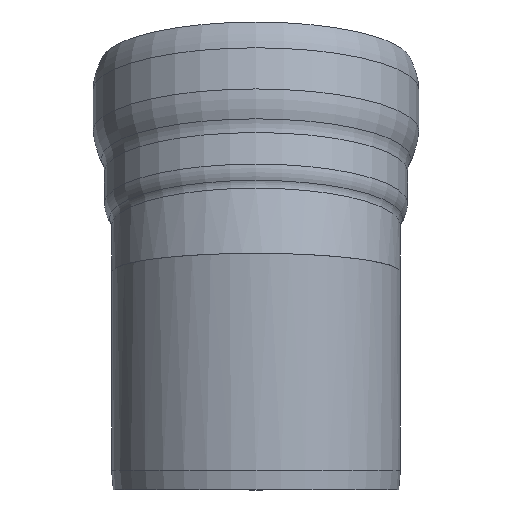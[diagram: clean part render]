
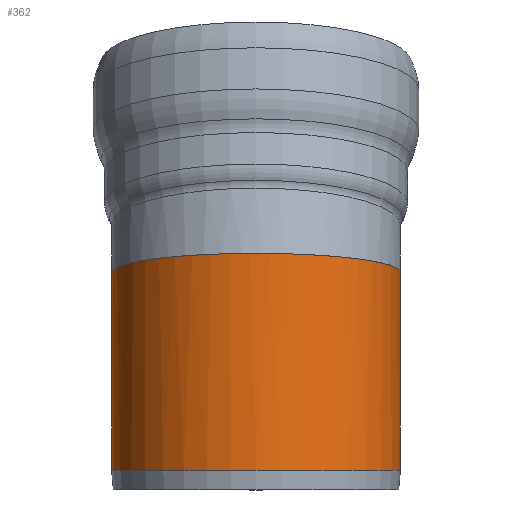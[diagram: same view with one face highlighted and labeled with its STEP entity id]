
A CAD part, left-side view. The second image highlights one B-rep face of the part: STEP entity #362.
In plain terms, the highlighted cylindrical face has radius 1095 mm (diameter 2190 mm), a full revolution.
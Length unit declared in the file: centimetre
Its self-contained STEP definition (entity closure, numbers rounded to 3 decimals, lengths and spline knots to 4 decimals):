
#29=CYLINDRICAL_SURFACE('',#395,109.5);
#39=LINE('',#622,#49);
#49=VECTOR('',#480,109.5);
#58=CIRCLE('',#393,109.5);
#106=FACE_OUTER_BOUND('',#131,.T.);
#131=EDGE_LOOP('',(#260,#261,#262,#263));
#154=ELLIPSE('',#386,110.4449,109.5);
#158=VERTEX_POINT('',#603);
#162=VERTEX_POINT('',#616);
#192=EDGE_CURVE('',#158,#158,#154,.T.);
#198=EDGE_CURVE('',#162,#162,#58,.T.);
#201=EDGE_CURVE('',#158,#162,#39,.T.);
#260=ORIENTED_EDGE('',*,*,#192,.T.);
#261=ORIENTED_EDGE('',*,*,#201,.T.);
#262=ORIENTED_EDGE('',*,*,#198,.T.);
#263=ORIENTED_EDGE('',*,*,#201,.F.);
#362=ADVANCED_FACE('',(#106),#29,.T.);
#386=AXIS2_PLACEMENT_3D('',#604,#457,#458);
#393=AXIS2_PLACEMENT_3D('',#617,#473,#474);
#395=AXIS2_PLACEMENT_3D('',#621,#478,#479);
#457=DIRECTION('center_axis',(-0.131,0.,
-0.991));
#458=DIRECTION('ref_axis',(-0.991,0.,0.131));
#473=DIRECTION('center_axis',(0.,0.,1.));
#474=DIRECTION('ref_axis',(1.,0.,0.));
#478=DIRECTION('center_axis',(0.,0.,1.));
#479=DIRECTION('ref_axis',(-1.,0.,0.));
#480=DIRECTION('',(0.,0.,-1.));
#603=CARTESIAN_POINT('',(109.5,0.,150.5877));
#604=CARTESIAN_POINT('Origin',(0.,0.,165.0037));
#616=CARTESIAN_POINT('',(109.5,0.,15.));
#617=CARTESIAN_POINT('Origin',(0.,0.,15.));
#621=CARTESIAN_POINT('Origin',(0.,0.,97.2098));
#622=CARTESIAN_POINT('',(109.5,0.,97.2098));
